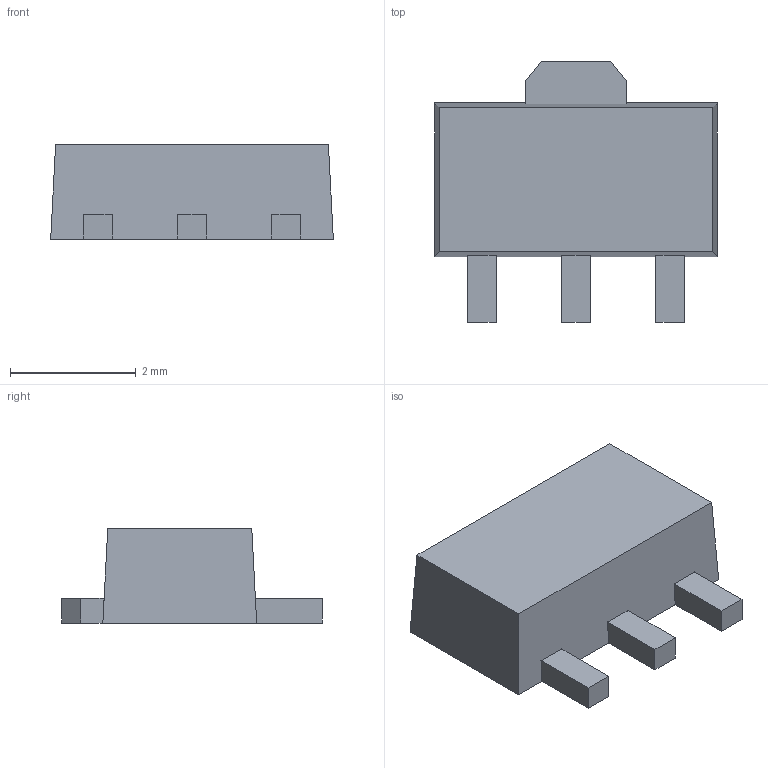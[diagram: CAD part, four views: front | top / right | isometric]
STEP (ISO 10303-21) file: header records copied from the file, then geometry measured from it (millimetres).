
FILE_DESCRIPTION (( 'STEP AP214' ), '1' );
FILE_NAME ('SOT-89_step214.STEP', '2020-01-09T02:31:08', ( '' ), ( '' ), 'SwSTEP 2.0', 'SolidWorks 2019', '' );
FILE_SCHEMA (( 'AUTOMOTIVE_DESIGN' ));
Length unit declared in the file: millimetre
Products named in the file (3): 零件1^SOT-89_組合件; SOT-89_LF; SOT-89_step214
Assembly tree (2 placements, depth 2):
  SOT-89_step214
    SOT-89_LF
    零件1^SOT-89_組合件
Bounding box: 4.5 x 4.15 x 1.5 mm (x, y, z)
Volume: 16.7 mm3; surface area: 72.5 mm2
Topology: 2 solids, 2 shells, 42 faces, 114 edges, 76 vertices
Faces by surface type: plane 42
Entity records: 1408 total; most frequent: CARTESIAN_POINT 237, ORIENTED_EDGE 228, DIRECTION 208, EDGE_CURVE 114, VECTOR 114, LINE 114, VERTEX_POINT 76, AXIS2_PLACEMENT_3D 47
